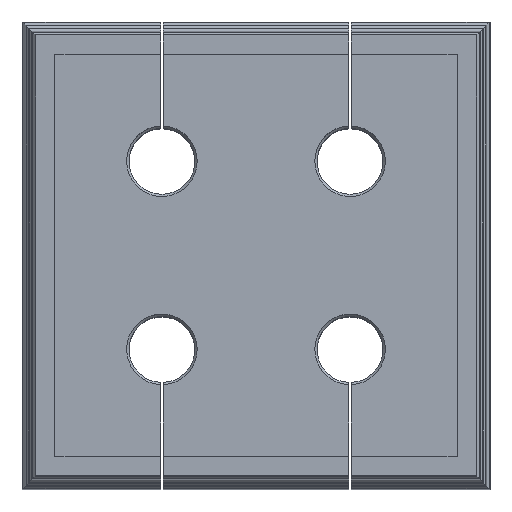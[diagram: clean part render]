
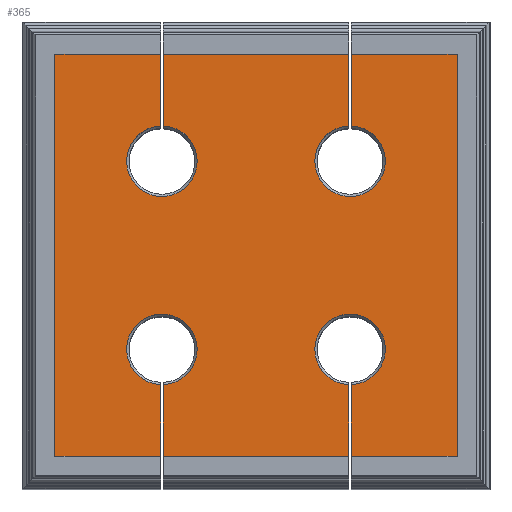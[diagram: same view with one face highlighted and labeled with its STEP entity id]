
A CAD part, top view. The second image highlights one B-rep face of the part: STEP entity #365.
In plain terms, the highlighted planar face has unit normal (0, 0, 1).
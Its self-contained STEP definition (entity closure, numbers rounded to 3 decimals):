
#181=CIRCLE('',#3935,1.5);
#193=CIRCLE('',#3953,1.5);
#205=CIRCLE('',#3971,1.5);
#217=CIRCLE('',#3989,1.5);
#365=ADVANCED_FACE('',(#707),#539,.T.);
#539=PLANE('',#4042);
#707=FACE_OUTER_BOUND('',#904,.T.);
#904=EDGE_LOOP('',(#1511,#1512,#1513,#1514,#1515,#1516,#1517,#1518,#1519,
#1520,#1521,#1522,#1523,#1524,#1525,#1526,#1527,#1528,#1529,#1530));
#1511=ORIENTED_EDGE('',*,*,#2855,.F.);
#1512=ORIENTED_EDGE('',*,*,#2856,.T.);
#1513=ORIENTED_EDGE('',*,*,#2857,.T.);
#1514=ORIENTED_EDGE('',*,*,#2671,.T.);
#1515=ORIENTED_EDGE('',*,*,#2858,.T.);
#1516=ORIENTED_EDGE('',*,*,#2719,.T.);
#1517=ORIENTED_EDGE('',*,*,#2859,.F.);
#1518=ORIENTED_EDGE('',*,*,#2674,.T.);
#1519=ORIENTED_EDGE('',*,*,#2860,.T.);
#1520=ORIENTED_EDGE('',*,*,#2767,.T.);
#1521=ORIENTED_EDGE('',*,*,#2861,.F.);
#1522=ORIENTED_EDGE('',*,*,#2862,.T.);
#1523=ORIENTED_EDGE('',*,*,#2863,.T.);
#1524=ORIENTED_EDGE('',*,*,#2582,.T.);
#1525=ORIENTED_EDGE('',*,*,#2864,.T.);
#1526=ORIENTED_EDGE('',*,*,#2743,.T.);
#1527=ORIENTED_EDGE('',*,*,#2865,.F.);
#1528=ORIENTED_EDGE('',*,*,#2579,.T.);
#1529=ORIENTED_EDGE('',*,*,#2866,.T.);
#1530=ORIENTED_EDGE('',*,*,#2695,.T.);
#2188=VERTEX_POINT('',#5291);
#2189=VERTEX_POINT('',#5293);
#2190=VERTEX_POINT('',#5297);
#2191=VERTEX_POINT('',#5299);
#2260=VERTEX_POINT('',#5479);
#2262=VERTEX_POINT('',#5482);
#2264=VERTEX_POINT('',#5488);
#2265=VERTEX_POINT('',#5489);
#2280=VERTEX_POINT('',#5529);
#2282=VERTEX_POINT('',#5532);
#2304=VERTEX_POINT('',#5583);
#2306=VERTEX_POINT('',#5586);
#2328=VERTEX_POINT('',#5637);
#2330=VERTEX_POINT('',#5640);
#2352=VERTEX_POINT('',#5691);
#2354=VERTEX_POINT('',#5694);
#2393=VERTEX_POINT('',#5863);
#2394=VERTEX_POINT('',#5865);
#2395=VERTEX_POINT('',#5871);
#2396=VERTEX_POINT('',#5873);
#2579=EDGE_CURVE('',#2189,#2188,#3138,.T.);
#2582=EDGE_CURVE('',#2191,#2190,#3141,.T.);
#2671=EDGE_CURVE('',#2262,#2260,#3230,.T.);
#2674=EDGE_CURVE('',#2264,#2265,#3233,.T.);
#2695=EDGE_CURVE('',#2282,#2280,#181,.T.);
#2719=EDGE_CURVE('',#2306,#2304,#193,.T.);
#2743=EDGE_CURVE('',#2330,#2328,#205,.T.);
#2767=EDGE_CURVE('',#2354,#2352,#217,.T.);
#2855=EDGE_CURVE('',#2393,#2280,#3365,.T.);
#2856=EDGE_CURVE('',#2393,#2394,#3366,.T.);
#2857=EDGE_CURVE('',#2394,#2262,#3367,.T.);
#2858=EDGE_CURVE('',#2260,#2306,#3368,.T.);
#2859=EDGE_CURVE('',#2264,#2304,#3369,.T.);
#2860=EDGE_CURVE('',#2265,#2354,#3370,.T.);
#2861=EDGE_CURVE('',#2395,#2352,#3371,.T.);
#2862=EDGE_CURVE('',#2395,#2396,#3372,.T.);
#2863=EDGE_CURVE('',#2396,#2191,#3373,.T.);
#2864=EDGE_CURVE('',#2190,#2330,#3374,.T.);
#2865=EDGE_CURVE('',#2189,#2328,#3375,.T.);
#2866=EDGE_CURVE('',#2188,#2282,#3376,.T.);
#3138=LINE('',#5292,#3549);
#3141=LINE('',#5298,#3552);
#3230=LINE('',#5481,#3641);
#3233=LINE('',#5487,#3644);
#3365=LINE('',#5862,#3776);
#3366=LINE('',#5864,#3777);
#3367=LINE('',#5866,#3778);
#3368=LINE('',#5867,#3779);
#3369=LINE('',#5868,#3780);
#3370=LINE('',#5869,#3781);
#3371=LINE('',#5870,#3782);
#3372=LINE('',#5872,#3783);
#3373=LINE('',#5874,#3784);
#3374=LINE('',#5875,#3785);
#3375=LINE('',#5876,#3786);
#3376=LINE('',#5877,#3787);
#3549=VECTOR('',#4296,1.);
#3552=VECTOR('',#4301,1.);
#3641=VECTOR('',#4436,1.);
#3644=VECTOR('',#4441,1.);
#3776=VECTOR('',#4801,1.);
#3777=VECTOR('',#4802,1.);
#3778=VECTOR('',#4803,1.);
#3779=VECTOR('',#4804,1.);
#3780=VECTOR('',#4805,1.);
#3781=VECTOR('',#4806,1.);
#3782=VECTOR('',#4807,1.);
#3783=VECTOR('',#4808,1.);
#3784=VECTOR('',#4809,1.);
#3785=VECTOR('',#4810,1.);
#3786=VECTOR('',#4811,1.);
#3787=VECTOR('',#4812,1.);
#3935=AXIS2_PLACEMENT_3D('',#5531,#4474,#4475);
#3953=AXIS2_PLACEMENT_3D('',#5585,#4522,#4523);
#3971=AXIS2_PLACEMENT_3D('',#5639,#4570,#4571);
#3989=AXIS2_PLACEMENT_3D('',#5693,#4618,#4619);
#4042=AXIS2_PLACEMENT_3D('',#5878,#4813,#4814);
#4296=DIRECTION('',(-1.,0.,0.));
#4301=DIRECTION('',(-1.,0.,0.));
#4436=DIRECTION('',(1.,0.,0.));
#4441=DIRECTION('',(1.,0.,0.));
#4474=DIRECTION('',(0.,0.,-1.));
#4475=DIRECTION('',(1.,0.,0.));
#4522=DIRECTION('',(0.,0.,-1.));
#4523=DIRECTION('',(1.,0.,0.));
#4570=DIRECTION('',(0.,0.,-1.));
#4571=DIRECTION('',(1.,0.,0.));
#4618=DIRECTION('',(0.,0.,-1.));
#4619=DIRECTION('',(1.,0.,0.));
#4801=DIRECTION('',(0.,-1.,0.));
#4802=DIRECTION('',(-1.,0.,0.));
#4803=DIRECTION('',(0.,-1.,0.));
#4804=DIRECTION('',(0.,1.,0.));
#4805=DIRECTION('',(0.,1.,0.));
#4806=DIRECTION('',(0.,1.,0.));
#4807=DIRECTION('',(0.,1.,0.));
#4808=DIRECTION('',(1.,0.,0.));
#4809=DIRECTION('',(0.,1.,0.));
#4810=DIRECTION('',(0.,-1.,0.));
#4811=DIRECTION('',(0.,-1.,0.));
#4812=DIRECTION('',(0.,-1.,0.));
#4813=DIRECTION('',(0.,0.,1.));
#4814=DIRECTION('',(-1.,0.,0.));
#5291=CARTESIAN_POINT('',(-3.95,8.55,17.7));
#5292=CARTESIAN_POINT('',(8.55,8.55,17.7));
#5293=CARTESIAN_POINT('',(3.95,8.55,17.7));
#5297=CARTESIAN_POINT('',(4.05,8.55,17.7));
#5298=CARTESIAN_POINT('',(8.55,8.55,17.7));
#5299=CARTESIAN_POINT('',(8.55,8.55,17.7));
#5479=CARTESIAN_POINT('',(-4.05,-8.55,17.7));
#5481=CARTESIAN_POINT('',(-8.55,-8.55,17.7));
#5482=CARTESIAN_POINT('',(-8.55,-8.55,17.7));
#5487=CARTESIAN_POINT('',(-8.55,-8.55,17.7));
#5488=CARTESIAN_POINT('',(-3.95,-8.55,17.7));
#5489=CARTESIAN_POINT('',(3.95,-8.55,17.7));
#5529=CARTESIAN_POINT('',(-4.05,5.499,17.7));
#5531=CARTESIAN_POINT('',(-4.,4.,17.7));
#5532=CARTESIAN_POINT('',(-3.95,5.499,17.7));
#5583=CARTESIAN_POINT('',(-3.95,-5.499,17.7));
#5585=CARTESIAN_POINT('',(-4.,-4.,17.7));
#5586=CARTESIAN_POINT('',(-4.05,-5.499,17.7));
#5637=CARTESIAN_POINT('',(3.95,5.499,17.7));
#5639=CARTESIAN_POINT('',(4.,4.,17.7));
#5640=CARTESIAN_POINT('',(4.05,5.499,17.7));
#5691=CARTESIAN_POINT('',(4.05,-5.499,17.7));
#5693=CARTESIAN_POINT('',(4.,-4.,17.7));
#5694=CARTESIAN_POINT('',(3.95,-5.499,17.7));
#5862=CARTESIAN_POINT('',(-4.05,0.,17.7));
#5863=CARTESIAN_POINT('',(-4.05,8.55,17.7));
#5864=CARTESIAN_POINT('',(8.55,8.55,17.7));
#5865=CARTESIAN_POINT('',(-8.55,8.55,17.7));
#5866=CARTESIAN_POINT('',(-8.55,8.55,17.7));
#5867=CARTESIAN_POINT('',(-4.05,0.,17.7));
#5868=CARTESIAN_POINT('',(-3.95,0.,17.7));
#5869=CARTESIAN_POINT('',(3.95,0.,17.7));
#5870=CARTESIAN_POINT('',(4.05,0.,17.7));
#5871=CARTESIAN_POINT('',(4.05,-8.55,17.7));
#5872=CARTESIAN_POINT('',(-8.55,-8.55,17.7));
#5873=CARTESIAN_POINT('',(8.55,-8.55,17.7));
#5874=CARTESIAN_POINT('',(8.55,-8.55,17.7));
#5875=CARTESIAN_POINT('',(4.05,0.,17.7));
#5876=CARTESIAN_POINT('',(3.95,0.,17.7));
#5877=CARTESIAN_POINT('',(-3.95,0.,17.7));
#5878=CARTESIAN_POINT('',(0.,0.,17.7));
